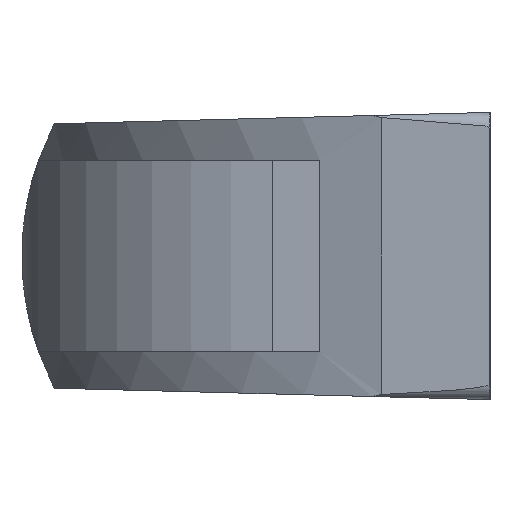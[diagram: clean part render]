
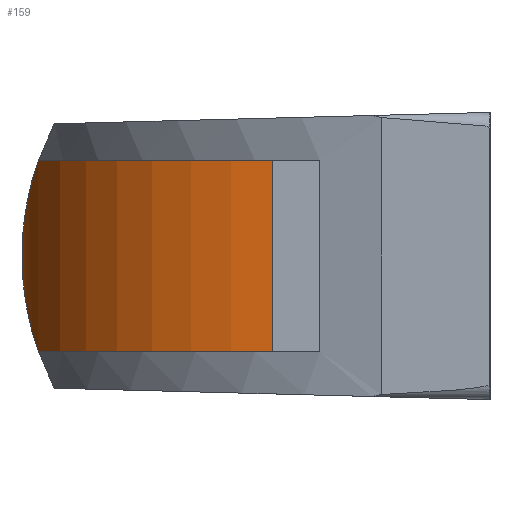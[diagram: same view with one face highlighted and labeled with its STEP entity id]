
A CAD part, left-side view. The second image highlights one B-rep face of the part: STEP entity #159.
In plain terms, the highlighted cylindrical face has radius 26 mm (diameter 52 mm), a partial arc.
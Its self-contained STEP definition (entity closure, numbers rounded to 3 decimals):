
#159 = ADVANCED_FACE( '', ( #322 ), #323, .T. );
#322 = FACE_OUTER_BOUND( '', #478, .T. );
#323 = CYLINDRICAL_SURFACE( '', #479, 26. );
#478 = EDGE_LOOP( '', ( #895, #896, #897, #898 ) );
#479 = AXIS2_PLACEMENT_3D( '', #899, #900, #901 );
#895 = ORIENTED_EDGE( '', *, *, #1011, .T. );
#896 = ORIENTED_EDGE( '', *, *, #1090, .T. );
#897 = ORIENTED_EDGE( '', *, *, #1096, .F. );
#898 = ORIENTED_EDGE( '', *, *, #931, .F. );
#899 = CARTESIAN_POINT( '', ( 33.5, 19., 14.5 ) );
#900 = DIRECTION( '', ( 0., 0., 1. ) );
#901 = DIRECTION( '', ( -1., 0., 0. ) );
#931 = EDGE_CURVE( '', #1104, #1107, #1108, .T. );
#1011 = EDGE_CURVE( '', #1104, #1242, #1244, .T. );
#1090 = EDGE_CURVE( '', #1242, #1348, #1350, .T. );
#1096 = EDGE_CURVE( '', #1107, #1348, #1356, .T. );
#1104 = VERTEX_POINT( '', #1364 );
#1107 = VERTEX_POINT( '', #1368 );
#1108 = CIRCLE( '', #1369, 26. );
#1242 = VERTEX_POINT( '', #1584 );
#1244 = B_SPLINE_CURVE_WITH_KNOTS( '', 3, ( #1587, #1588, #1589, #1590, #1591, #1592, #1593, #1594, #1595, #1596, #1597, #1598, #1599, #1600, #1601, #1602, #1603, #1604, #1605, #1606, #1607, #1608 ), .UNSPECIFIED., .F., .F., ( 4, 2, 2, 2, 2, 2, 2, 2, 2, 2, 4 ), ( -0.005, -0.003, 0., 0.003, 0.004, 0.005, 0.008, 0.009, 0.01, 0.013, 0.015 ), .UNSPECIFIED. );
#1348 = VERTEX_POINT( '', #1748 );
#1350 = CIRCLE( '', #1751, 26. );
#1356 = LINE( '', #1758, #1759 );
#1364 = CARTESIAN_POINT( '', ( 22.283, 42.456, 9. ) );
#1368 = CARTESIAN_POINT( '', ( 7.538, 20.403, 9. ) );
#1369 = AXIS2_PLACEMENT_3D( '', #1767, #1768, #1769 );
#1584 = CARTESIAN_POINT( '', ( 22.283, 42.456, -9. ) );
#1587 = CARTESIAN_POINT( '', ( 22.283, 42.456, 9. ) );
#1588 = CARTESIAN_POINT( '', ( 22.77, 42.689, 8.341 ) );
#1589 = CARTESIAN_POINT( '', ( 23.246, 42.898, 7.669 ) );
#1590 = CARTESIAN_POINT( '', ( 24.156, 43.268, 6.285 ) );
#1591 = CARTESIAN_POINT( '', ( 24.59, 43.429, 5.574 ) );
#1592 = CARTESIAN_POINT( '', ( 25.373, 43.701, 4.081 ) );
#1593 = CARTESIAN_POINT( '', ( 25.715, 43.808, 3.312 ) );
#1594 = CARTESIAN_POINT( '', ( 26.087, 43.921, 2.1 ) );
#1595 = CARTESIAN_POINT( '', ( 26.188, 43.951, 1.683 ) );
#1596 = CARTESIAN_POINT( '', ( 26.324, 43.99, 0.84 ) );
#1597 = CARTESIAN_POINT( '', ( 26.359, 44., 0.415 ) );
#1598 = CARTESIAN_POINT( '', ( 26.357, 44., -0.872 ) );
#1599 = CARTESIAN_POINT( '', ( 26.211, 43.959, -1.699 ) );
#1600 = CARTESIAN_POINT( '', ( 25.84, 43.846, -2.904 ) );
#1601 = CARTESIAN_POINT( '', ( 25.691, 43.8, -3.302 ) );
#1602 = CARTESIAN_POINT( '', ( 25.358, 43.693, -4.079 ) );
#1603 = CARTESIAN_POINT( '', ( 25.175, 43.632, -4.459 ) );
#1604 = CARTESIAN_POINT( '', ( 24.589, 43.429, -5.577 ) );
#1605 = CARTESIAN_POINT( '', ( 24.155, 43.267, -6.288 ) );
#1606 = CARTESIAN_POINT( '', ( 23.245, 42.897, -7.671 ) );
#1607 = CARTESIAN_POINT( '', ( 22.769, 42.689, -8.342 ) );
#1608 = CARTESIAN_POINT( '', ( 22.283, 42.456, -9. ) );
#1748 = CARTESIAN_POINT( '', ( 7.538, 20.403, -9. ) );
#1751 = AXIS2_PLACEMENT_3D( '', #1952, #1953, #1954 );
#1758 = CARTESIAN_POINT( '', ( 7.538, 20.403, 9. ) );
#1759 = VECTOR( '', #1956, 1000. );
#1767 = CARTESIAN_POINT( '', ( 33.5, 19., 9. ) );
#1768 = DIRECTION( '', ( 0., 0., 1. ) );
#1769 = DIRECTION( '', ( 1., 0., 0. ) );
#1952 = CARTESIAN_POINT( '', ( 33.5, 19., -9. ) );
#1953 = DIRECTION( '', ( 0., 0., 1. ) );
#1954 = DIRECTION( '', ( 1., 0., 0. ) );
#1956 = DIRECTION( '', ( 0., 0., -1. ) );
